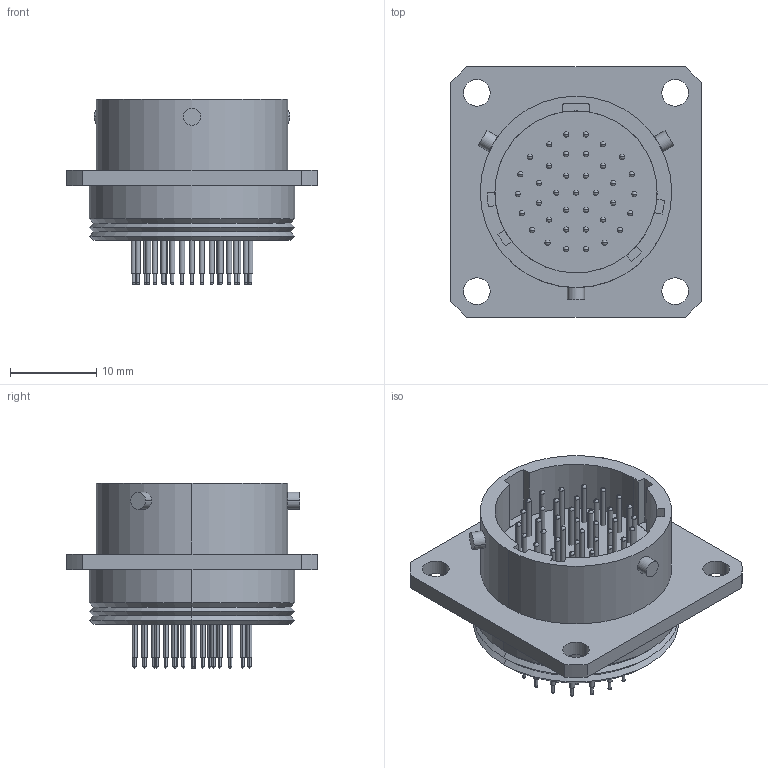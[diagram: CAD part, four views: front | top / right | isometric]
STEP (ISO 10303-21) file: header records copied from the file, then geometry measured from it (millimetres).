
FILE_DESCRIPTION((''),'2;1');
FILE_NAME('GLENAIR_MS27475Y14N35C.stp','2014-03-26T11:04:18',(''),(''),'Mechanical Desktop 2011','Mechanical Desktop 2011',', , ');
FILE_SCHEMA(('AUTOMOTIVE_DESIGN { 1 2 10303 214 1 1 1 1 }'));
Length unit declared in the file: millimetre
Products named in the file (1): Product
Bounding box: 29 x 29 x 21.47 mm (x, y, z)
Volume: 3979.8 mm3; surface area: 7982.5 mm2
Topology: 82 solids, 82 shells, 457 faces, 932 edges, 494 vertices
Faces by surface type: cylinder 185, sphere 148, plane 112, cone 12
Entity records: 11011 total; most frequent: DIRECTION 2240, CARTESIAN_POINT 1736, ORIENTED_EDGE 1568, AXIS2_PLACEMENT_3D 998, EDGE_CURVE 784, CIRCLE 540, VERTEX_POINT 494, EDGE_LOOP 468
